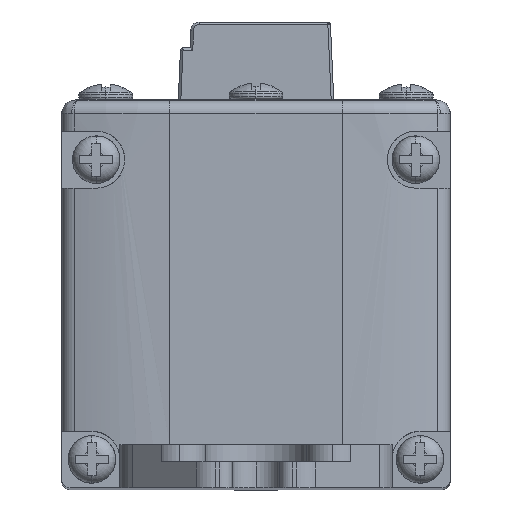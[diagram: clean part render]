
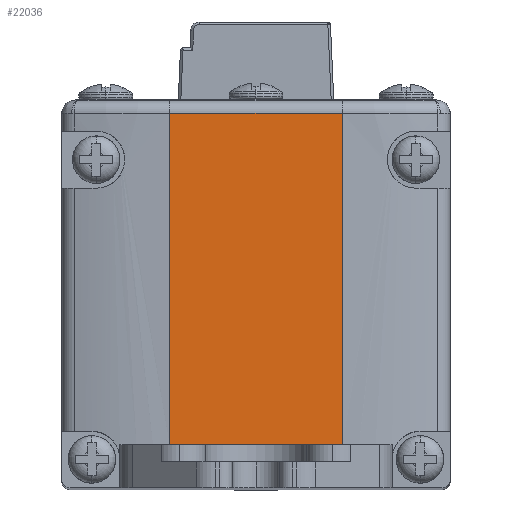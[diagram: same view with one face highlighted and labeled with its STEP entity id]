
A CAD part, top view. The second image highlights one B-rep face of the part: STEP entity #22036.
In plain terms, the highlighted planar face has unit normal (0, 0, 1).
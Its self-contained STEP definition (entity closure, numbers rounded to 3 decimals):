
#64 = EDGE_CURVE ( 'NONE', #22688, #22709, #14342, .T. ) ;
#149 = EDGE_CURVE ( 'NONE', #22710, #22709, #14696, .T. ) ;
#989 = VECTOR ( 'NONE', #13754, 1000. ) ;
#1007 = VECTOR ( 'NONE', #13756, 1000. ) ;
#1879 = CARTESIAN_POINT ( 'NONE',  ( 22.5, 45., 63. ) ) ;
#1880 = FACE_OUTER_BOUND ( 'NONE', #4644, .T. ) ;
#1892 = PLANE ( 'NONE',  #20693 ) ;
#1895 = DIRECTION ( 'NONE',  ( 0., 0., 1. ) ) ;
#1896 = DIRECTION ( 'NONE',  ( 1., 0., 0. ) ) ;
#3275 = ORIENTED_EDGE ( 'NONE', *, *, #149, .F. ) ;
#3276 = ORIENTED_EDGE ( 'NONE', *, *, #21854, .T. ) ;
#3277 = ORIENTED_EDGE ( 'NONE', *, *, #21855, .T. ) ;
#3278 = ORIENTED_EDGE ( 'NONE', *, *, #64, .T. ) ;
#4644 = EDGE_LOOP ( 'NONE', ( #3275, #3276, #3277, #3278 ) ) ;
#7649 = CARTESIAN_POINT ( 'NONE',  ( 10., 43.349, 63. ) ) ;
#7659 = CARTESIAN_POINT ( 'NONE',  ( 10., 5., 63. ) ) ;
#7670 = CARTESIAN_POINT ( 'NONE',  ( -10., 43.349, 63. ) ) ;
#7671 = CARTESIAN_POINT ( 'NONE',  ( -10., 5., 63. ) ) ;
#9116 = VECTOR ( 'NONE', #14347, 1000. ) ;
#11983 = VECTOR ( 'NONE', #14702, 1000. ) ;
#13745 = LINE ( 'NONE', #13755, #1007 ) ;
#13752 = LINE ( 'NONE', #13753, #989 ) ;
#13753 = CARTESIAN_POINT ( 'NONE',  ( 22.5, 5., 63. ) ) ;
#13754 = DIRECTION ( 'NONE',  ( 1., 0., 0. ) ) ;
#13755 = CARTESIAN_POINT ( 'NONE',  ( 10., 0., 63. ) ) ;
#13756 = DIRECTION ( 'NONE',  ( 0., 1., 0. ) ) ;
#14326 = CARTESIAN_POINT ( 'NONE',  ( 22.5, 43.349, 63. ) ) ;
#14342 = LINE ( 'NONE', #14326, #9116 ) ;
#14347 = DIRECTION ( 'NONE',  ( -1., 0., 0. ) ) ;
#14679 = CARTESIAN_POINT ( 'NONE',  ( -10., 0., 63. ) ) ;
#14696 = LINE ( 'NONE', #14679, #11983 ) ;
#14702 = DIRECTION ( 'NONE',  ( 0., 1., 0. ) ) ;
#20693 = AXIS2_PLACEMENT_3D ( 'NONE', #1879, #1895, #1896 ) ;
#21854 = EDGE_CURVE ( 'NONE', #22710, #22698, #13752, .T. ) ;
#21855 = EDGE_CURVE ( 'NONE', #22698, #22688, #13745, .T. ) ;
#22036 = ADVANCED_FACE ( 'NONE', ( #1880 ), #1892, .T. ) ;
#22688 = VERTEX_POINT ( 'NONE', #7649 ) ;
#22698 = VERTEX_POINT ( 'NONE', #7659 ) ;
#22709 = VERTEX_POINT ( 'NONE', #7670 ) ;
#22710 = VERTEX_POINT ( 'NONE', #7671 ) ;
